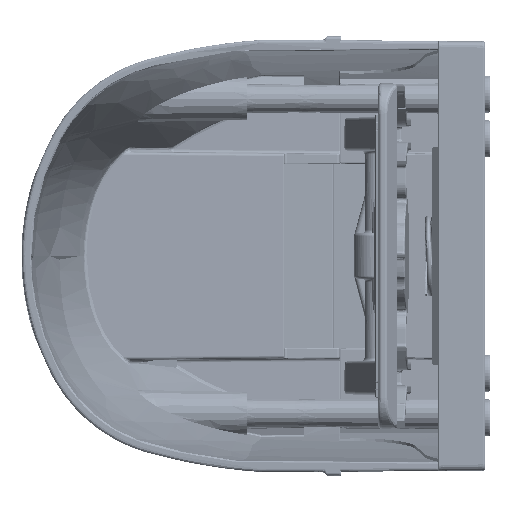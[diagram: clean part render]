
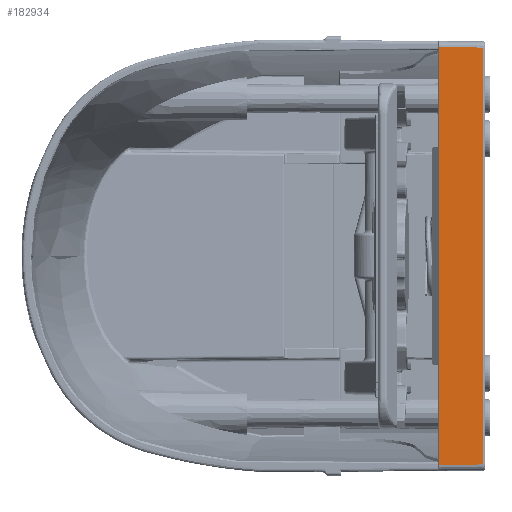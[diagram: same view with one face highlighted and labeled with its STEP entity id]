
A CAD part, left-side view. The second image highlights one B-rep face of the part: STEP entity #182934.
In plain terms, the highlighted planar face has unit normal (-1, 0, 0).
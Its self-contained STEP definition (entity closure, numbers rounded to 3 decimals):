
#11402 = LINE ( 'NONE', #141738, #276943 ) ;
#15794 = DIRECTION ( 'NONE',  ( 0., 0., -1. ) ) ;
#24191 = CARTESIAN_POINT ( 'NONE',  ( 19.672, 130.148, 210.313 ) ) ;
#39029 = FACE_OUTER_BOUND ( 'NONE', #89854, .T. ) ;
#55427 = VECTOR ( 'NONE', #221680, 1000. ) ;
#61782 = ORIENTED_EDGE ( 'NONE', *, *, #263338, .F. ) ;
#69403 = CARTESIAN_POINT ( 'NONE',  ( 19.672, 81.648, 72.936 ) ) ;
#83512 = LINE ( 'NONE', #195797, #55427 ) ;
#89854 = EDGE_LOOP ( 'NONE', ( #325012, #220823, #61782, #302768 ) ) ;
#91114 = VERTEX_POINT ( 'NONE', #230404 ) ;
#108937 = CARTESIAN_POINT ( 'NONE',  ( 19.672, 81.648, 208.096 ) ) ;
#109045 = AXIS2_PLACEMENT_3D ( 'NONE', #24191, #185977, #184886 ) ;
#118161 = CARTESIAN_POINT ( 'NONE',  ( 19.672, 81.648, 210.313 ) ) ;
#125444 = PLANE ( 'NONE',  #109045 ) ;
#130853 = VECTOR ( 'NONE', #325092, 1000. ) ;
#141738 = CARTESIAN_POINT ( 'NONE',  ( 19.672, 95.985, 208.222 ) ) ;
#146211 = DIRECTION ( 'NONE',  ( 0., -1., -0.009 ) ) ;
#147511 = VECTOR ( 'NONE', #15794, 1000. ) ;
#149703 = EDGE_CURVE ( 'NONE', #91114, #206222, #235346, .T. ) ;
#180700 = VERTEX_POINT ( 'NONE', #69403 ) ;
#182934 = ADVANCED_FACE ( 'NONE', ( #39029 ), #125444, .F. ) ;
#184886 = DIRECTION ( 'NONE',  ( 0., 0., -1. ) ) ;
#185977 = DIRECTION ( 'NONE',  ( 1., 0., 0. ) ) ;
#195797 = CARTESIAN_POINT ( 'NONE',  ( 19.672, 88.937, 72.872 ) ) ;
#206222 = VERTEX_POINT ( 'NONE', #215836 ) ;
#215836 = CARTESIAN_POINT ( 'NONE',  ( 19.672, 95.985, 72.81 ) ) ;
#220823 = ORIENTED_EDGE ( 'NONE', *, *, #287878, .F. ) ;
#221680 = DIRECTION ( 'NONE',  ( 0., 1., -0.009 ) ) ;
#230404 = CARTESIAN_POINT ( 'NONE',  ( 19.672, 95.985, 208.222 ) ) ;
#231968 = LINE ( 'NONE', #118161, #147511 ) ;
#235346 = LINE ( 'NONE', #299288, #130853 ) ;
#263338 = EDGE_CURVE ( 'NONE', #316973, #180700, #231968, .T. ) ;
#276943 = VECTOR ( 'NONE', #146211, 1000. ) ;
#287878 = EDGE_CURVE ( 'NONE', #180700, #206222, #83512, .T. ) ;
#299288 = CARTESIAN_POINT ( 'NONE',  ( 19.672, 95.985, 70.428 ) ) ;
#302768 = ORIENTED_EDGE ( 'NONE', *, *, #333493, .F. ) ;
#316973 = VERTEX_POINT ( 'NONE', #108937 ) ;
#325012 = ORIENTED_EDGE ( 'NONE', *, *, #149703, .T. ) ;
#325092 = DIRECTION ( 'NONE',  ( 0., 0., -1. ) ) ;
#333493 = EDGE_CURVE ( 'NONE', #91114, #316973, #11402, .T. ) ;
